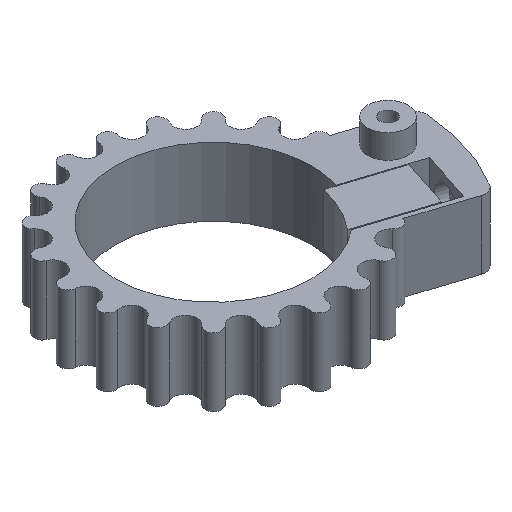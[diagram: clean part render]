
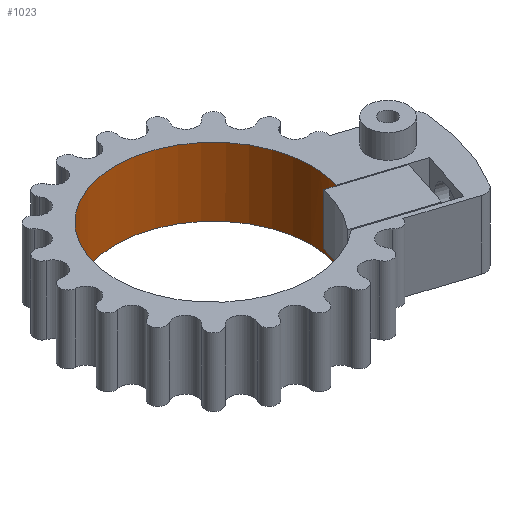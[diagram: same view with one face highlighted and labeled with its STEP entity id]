
A CAD part, isometric view. The second image highlights one B-rep face of the part: STEP entity #1023.
In plain terms, the highlighted cylindrical face has radius 17.2 mm (diameter 34.4 mm), a full revolution.
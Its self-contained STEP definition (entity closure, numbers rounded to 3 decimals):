
#40=FACE_OUTER_BOUND('',#101,.T.);
#101=EDGE_LOOP('',(#661,#662,#663,#664,#665,#666,#667,#668));
#168=LINE('',#1635,#237);
#169=LINE('',#1639,#238);
#170=LINE('',#1643,#239);
#237=VECTOR('',#1262,10.);
#238=VECTOR('',#1265,17.);
#239=VECTOR('',#1270,10.);
#306=CIRCLE('',#1106,17.2);
#307=CIRCLE('',#1107,17.2);
#308=CIRCLE('',#1108,17.2);
#309=CIRCLE('',#1109,17.2);
#396=VERTEX_POINT('',#1631);
#397=VERTEX_POINT('',#1632);
#398=VERTEX_POINT('',#1634);
#399=VERTEX_POINT('',#1636);
#400=VERTEX_POINT('',#1638);
#401=VERTEX_POINT('',#1641);
#502=EDGE_CURVE('',#396,#397,#306,.T.);
#503=EDGE_CURVE('',#397,#398,#168,.F.);
#504=EDGE_CURVE('',#399,#398,#307,.F.);
#505=EDGE_CURVE('',#399,#400,#169,.T.);
#506=EDGE_CURVE('',#400,#400,#308,.F.);
#507=EDGE_CURVE('',#401,#399,#309,.F.);
#508=EDGE_CURVE('',#396,#401,#170,.T.);
#661=ORIENTED_EDGE('',*,*,#502,.T.);
#662=ORIENTED_EDGE('',*,*,#503,.T.);
#663=ORIENTED_EDGE('',*,*,#504,.F.);
#664=ORIENTED_EDGE('',*,*,#505,.T.);
#665=ORIENTED_EDGE('',*,*,#506,.T.);
#666=ORIENTED_EDGE('',*,*,#505,.F.);
#667=ORIENTED_EDGE('',*,*,#507,.F.);
#668=ORIENTED_EDGE('',*,*,#508,.F.);
#979=CYLINDRICAL_SURFACE('',#1105,17.2);
#1023=ADVANCED_FACE('',(#40),#979,.F.);
#1105=AXIS2_PLACEMENT_3D('',#1630,#1258,#1259);
#1106=AXIS2_PLACEMENT_3D('',#1633,#1260,#1261);
#1107=AXIS2_PLACEMENT_3D('',#1637,#1263,#1264);
#1108=AXIS2_PLACEMENT_3D('',#1640,#1266,#1267);
#1109=AXIS2_PLACEMENT_3D('',#1642,#1268,#1269);
#1258=DIRECTION('center_axis',(0.,0.,1.));
#1259=DIRECTION('ref_axis',(-1.,0.,0.));
#1260=DIRECTION('center_axis',(0.,0.,1.));
#1261=DIRECTION('ref_axis',(-1.,0.,0.));
#1262=DIRECTION('',(0.,0.,-1.));
#1263=DIRECTION('center_axis',(0.,0.,1.));
#1264=DIRECTION('ref_axis',(-1.,0.,0.));
#1265=DIRECTION('',(0.,0.,-1.));
#1266=DIRECTION('center_axis',(0.,0.,1.));
#1267=DIRECTION('ref_axis',(-1.,0.,0.));
#1268=DIRECTION('center_axis',(0.,0.,1.));
#1269=DIRECTION('ref_axis',(-1.,0.,0.));
#1270=DIRECTION('',(0.,0.,1.));
#1630=CARTESIAN_POINT('Origin',(0.,0.,0.));
#1631=CARTESIAN_POINT('',(10.978,-13.241,2.));
#1632=CARTESIAN_POINT('',(16.42,-5.121,2.));
#1633=CARTESIAN_POINT('Origin',(0.,0.,2.));
#1634=CARTESIAN_POINT('',(16.42,-5.121,12.));
#1635=CARTESIAN_POINT('',(16.42,-5.121,0.));
#1636=CARTESIAN_POINT('',(17.2,0.,12.));
#1637=CARTESIAN_POINT('Origin',(0.,0.,12.));
#1638=CARTESIAN_POINT('',(17.2,0.,0.));
#1639=CARTESIAN_POINT('',(17.2,0.,0.));
#1640=CARTESIAN_POINT('Origin',(0.,0.,0.));
#1641=CARTESIAN_POINT('',(10.978,-13.241,12.));
#1642=CARTESIAN_POINT('Origin',(0.,0.,12.));
#1643=CARTESIAN_POINT('',(10.978,-13.241,0.));
